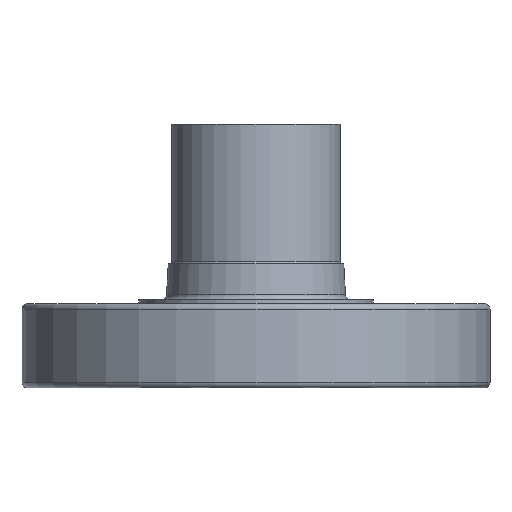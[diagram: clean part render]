
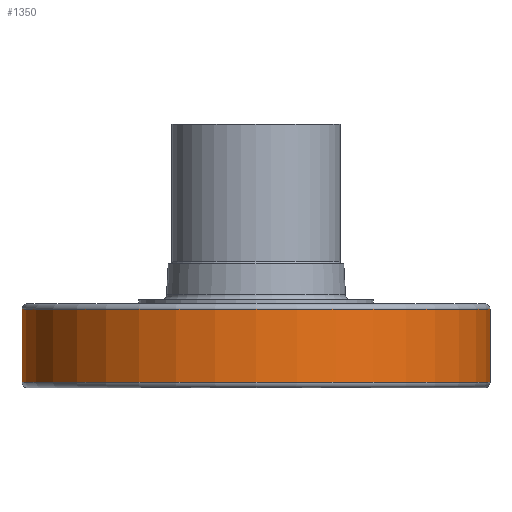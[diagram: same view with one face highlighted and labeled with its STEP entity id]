
A CAD part, left-side view. The second image highlights one B-rep face of the part: STEP entity #1350.
In plain terms, the highlighted cylindrical face has radius 8.845 mm (diameter 17.689 mm), a partial arc.
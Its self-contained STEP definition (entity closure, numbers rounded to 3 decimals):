
#982=CARTESIAN_POINT('',(0.,0.,0.35));
#983=DIRECTION('',(0.,0.,-1.));
#984=DIRECTION('',(0.,1.,0.));
#985=AXIS2_PLACEMENT_3D('',#982,#983,#984);
#990=DIRECTION('',(0.,0.,1.));
#991=VECTOR('',#990,2.77);
#992=CARTESIAN_POINT('',(0.,8.844,0.35));
#993=LINE('',#992,#991);
#997=DIRECTION('',(0.,0.,1.));
#998=VECTOR('',#997,2.77);
#999=CARTESIAN_POINT('',(0.,-8.844,0.35));
#1000=LINE('',#999,#998);
#1036=CARTESIAN_POINT('',(0.,0.,3.12));
#1037=DIRECTION('',(0.,0.,-1.));
#1038=DIRECTION('',(0.,1.,0.));
#1039=AXIS2_PLACEMENT_3D('',#1036,#1037,#1038);
#1146=CARTESIAN_POINT('',(0.,8.844,0.35));
#1147=VERTEX_POINT('',#1146);
#1148=CARTESIAN_POINT('',(0.,8.844,3.12));
#1149=VERTEX_POINT('',#1148);
#1168=CARTESIAN_POINT('',(0.,-8.844,0.35));
#1169=VERTEX_POINT('',#1168);
#1170=CARTESIAN_POINT('',(0.,-8.844,3.12));
#1171=VERTEX_POINT('',#1170);
#1336=CARTESIAN_POINT('',(0.,0.,3.478));
#1337=DIRECTION('',(0.,0.,-1.));
#1338=DIRECTION('',(0.,-1.,0.));
#1339=AXIS2_PLACEMENT_3D('',#1336,#1337,#1338);
#1340=CYLINDRICAL_SURFACE('',#1339,8.844);
#1342=ORIENTED_EDGE('',*,*,#1341,.F.);
#1343=ORIENTED_EDGE('',*,*,#1331,.T.);
#1345=ORIENTED_EDGE('',*,*,#1344,.T.);
#1347=ORIENTED_EDGE('',*,*,#1346,.F.);
#1348=EDGE_LOOP('',(#1342,#1343,#1345,#1347));
#1349=FACE_OUTER_BOUND('',#1348,.F.);
#1350=ADVANCED_FACE('',(#1349),#1340,.T.);
#986=CIRCLE('',#985,8.844);
#1040=CIRCLE('',#1039,8.844);
#1331=EDGE_CURVE('',#1147,#1169,#986,.T.);
#1341=EDGE_CURVE('',#1147,#1149,#993,.T.);
#1344=EDGE_CURVE('',#1169,#1171,#1000,.T.);
#1346=EDGE_CURVE('',#1149,#1171,#1040,.T.);
